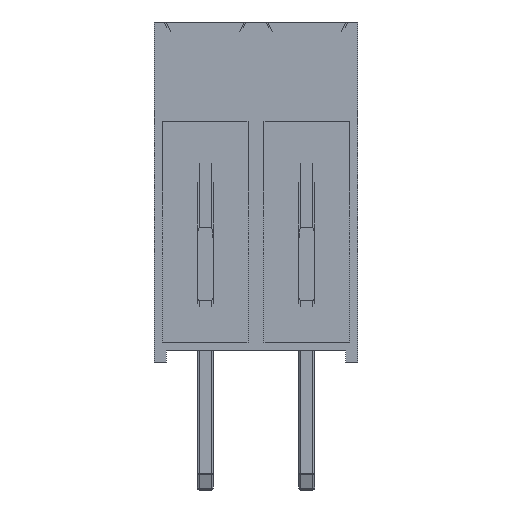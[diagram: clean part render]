
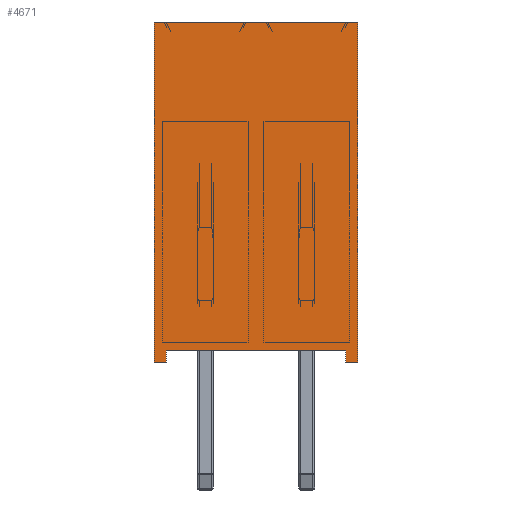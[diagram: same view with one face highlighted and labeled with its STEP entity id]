
A CAD part, left-side view. The second image highlights one B-rep face of the part: STEP entity #4671.
In plain terms, the highlighted planar face has unit normal (-1, 0, 0).
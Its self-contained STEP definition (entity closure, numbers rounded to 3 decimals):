
#698=FACE_OUTER_BOUND('',#988,.T.);
#988=EDGE_LOOP('',(#3048,#3049,#3050,#3051,#3052,#3053,#3054,#3055));
#1310=LINE('',#7286,#1658);
#1311=LINE('',#7289,#1659);
#1313=LINE('',#7293,#1661);
#1314=LINE('',#7295,#1662);
#1315=LINE('',#7297,#1663);
#1316=LINE('',#7299,#1664);
#1317=LINE('',#7301,#1665);
#1318=LINE('',#7302,#1666);
#1658=VECTOR('',#5671,10.);
#1659=VECTOR('',#5674,10.);
#1661=VECTOR('',#5678,10.);
#1662=VECTOR('',#5679,10.);
#1663=VECTOR('',#5680,10.);
#1664=VECTOR('',#5681,10.);
#1665=VECTOR('',#5682,10.);
#1666=VECTOR('',#5683,10.);
#2004=VERTEX_POINT('',#7282);
#2005=VERTEX_POINT('',#7284);
#2006=VERTEX_POINT('',#7288);
#2007=VERTEX_POINT('',#7292);
#2008=VERTEX_POINT('',#7294);
#2009=VERTEX_POINT('',#7296);
#2010=VERTEX_POINT('',#7298);
#2011=VERTEX_POINT('',#7300);
#2382=EDGE_CURVE('',#2004,#2005,#1310,.T.);
#2383=EDGE_CURVE('',#2006,#2004,#1311,.T.);
#2385=EDGE_CURVE('',#2005,#2007,#1313,.T.);
#2386=EDGE_CURVE('',#2007,#2008,#1314,.T.);
#2387=EDGE_CURVE('',#2008,#2009,#1315,.T.);
#2388=EDGE_CURVE('',#2009,#2010,#1316,.T.);
#2389=EDGE_CURVE('',#2011,#2010,#1317,.T.);
#2390=EDGE_CURVE('',#2006,#2011,#1318,.T.);
#3048=ORIENTED_EDGE('',*,*,#2385,.T.);
#3049=ORIENTED_EDGE('',*,*,#2386,.T.);
#3050=ORIENTED_EDGE('',*,*,#2387,.T.);
#3051=ORIENTED_EDGE('',*,*,#2388,.T.);
#3052=ORIENTED_EDGE('',*,*,#2389,.F.);
#3053=ORIENTED_EDGE('',*,*,#2390,.F.);
#3054=ORIENTED_EDGE('',*,*,#2383,.T.);
#3055=ORIENTED_EDGE('',*,*,#2382,.T.);
#4342=PLANE('',#5015);
#4671=ADVANCED_FACE('',(#698),#4342,.T.);
#5015=AXIS2_PLACEMENT_3D('',#7291,#5676,#5677);
#5671=DIRECTION('',(0.,0.,1.));
#5674=DIRECTION('',(0.,-1.,0.));
#5676=DIRECTION('center_axis',(-1.,0.,0.));
#5677=DIRECTION('ref_axis',(0.,-1.,0.));
#5678=DIRECTION('',(0.,-1.,0.));
#5679=DIRECTION('',(0.,0.,-1.));
#5680=DIRECTION('',(0.,-1.,0.));
#5681=DIRECTION('',(0.,0.,1.));
#5682=DIRECTION('',(0.,-1.,0.));
#5683=DIRECTION('',(0.,0.,1.));
#7282=CARTESIAN_POINT('',(-1.27,3.51,0.));
#7284=CARTESIAN_POINT('',(-1.27,3.51,0.3));
#7286=CARTESIAN_POINT('',(-1.27,3.51,0.));
#7288=CARTESIAN_POINT('',(-1.27,3.81,0.));
#7289=CARTESIAN_POINT('',(-1.27,3.81,0.));
#7291=CARTESIAN_POINT('Origin',(-1.27,1.27,0.));
#7292=CARTESIAN_POINT('',(-1.27,-0.97,0.3));
#7293=CARTESIAN_POINT('',(-1.27,1.27,0.3));
#7294=CARTESIAN_POINT('',(-1.27,-0.97,0.));
#7295=CARTESIAN_POINT('',(-1.27,-0.97,0.));
#7296=CARTESIAN_POINT('',(-1.27,-1.27,0.));
#7297=CARTESIAN_POINT('',(-1.27,1.27,0.));
#7298=CARTESIAN_POINT('',(-1.27,-1.27,8.5));
#7299=CARTESIAN_POINT('',(-1.27,-1.27,0.));
#7300=CARTESIAN_POINT('',(-1.27,3.81,8.5));
#7301=CARTESIAN_POINT('',(-1.27,3.81,8.5));
#7302=CARTESIAN_POINT('',(-1.27,3.81,0.));
